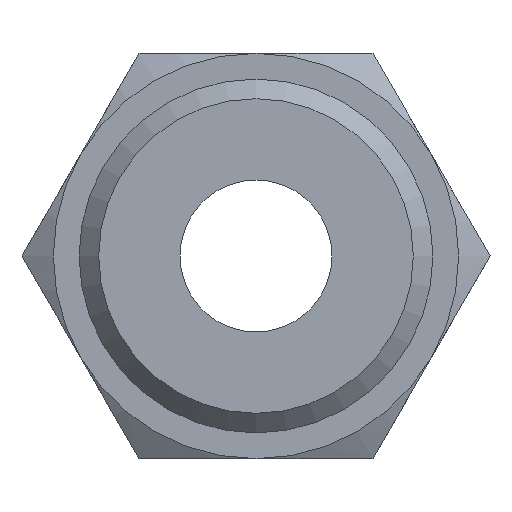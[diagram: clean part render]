
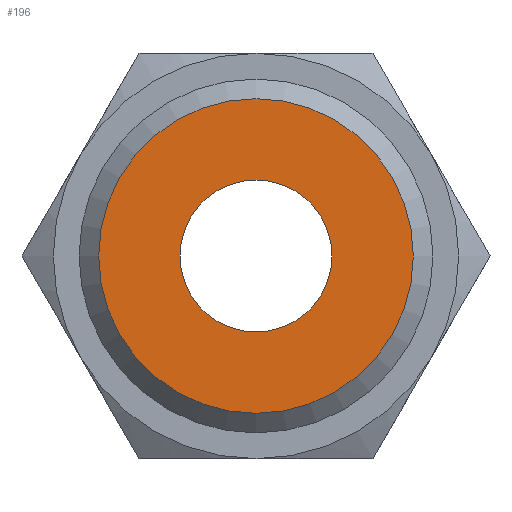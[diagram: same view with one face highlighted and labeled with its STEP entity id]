
A CAD part, left-side view. The second image highlights one B-rep face of the part: STEP entity #196.
In plain terms, the highlighted planar face has unit normal (-1, 0, 0).
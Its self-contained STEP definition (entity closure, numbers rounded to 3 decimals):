
#196 = ADVANCED_FACE( '', ( #436, #437 ), #438, .F. );
#436 = FACE_OUTER_BOUND( '', #906, .T. );
#437 = FACE_BOUND( '', #907, .T. );
#438 = PLANE( '', #908 );
#906 = EDGE_LOOP( '', ( #1509 ) );
#907 = EDGE_LOOP( '', ( #1510 ) );
#908 = AXIS2_PLACEMENT_3D( '', #1511, #1512, #1513 );
#1509 = ORIENTED_EDGE( '', *, *, #2909, .F. );
#1510 = ORIENTED_EDGE( '', *, *, #2910, .T. );
#1511 = CARTESIAN_POINT( '', ( -39., 0., 0. ) );
#1512 = DIRECTION( '', ( 1., 0., 0. ) );
#1513 = DIRECTION( '', ( 0., 0., -1. ) );
#2909 = EDGE_CURVE( '', #3416, #3416, #3417, .T. );
#2910 = EDGE_CURVE( '', #3418, #3418, #3419, .T. );
#3416 = VERTEX_POINT( '', #4431 );
#3417 = CIRCLE( '', #4432, 9.316 );
#3418 = VERTEX_POINT( '', #4433 );
#3419 = CIRCLE( '', #4434, 4.5 );
#4431 = CARTESIAN_POINT( '', ( -39., 0., -9.316 ) );
#4432 = AXIS2_PLACEMENT_3D( '', #6492, #6493, #6494 );
#4433 = CARTESIAN_POINT( '', ( -39., 0., -4.5 ) );
#4434 = AXIS2_PLACEMENT_3D( '', #6495, #6496, #6497 );
#6492 = CARTESIAN_POINT( '', ( -39., 0., 0. ) );
#6493 = DIRECTION( '', ( 1., 0., 0. ) );
#6494 = DIRECTION( '', ( 0., 0., -1. ) );
#6495 = CARTESIAN_POINT( '', ( -39., 0., 0. ) );
#6496 = DIRECTION( '', ( 1., 0., 0. ) );
#6497 = DIRECTION( '', ( 0., 0., -1. ) );
